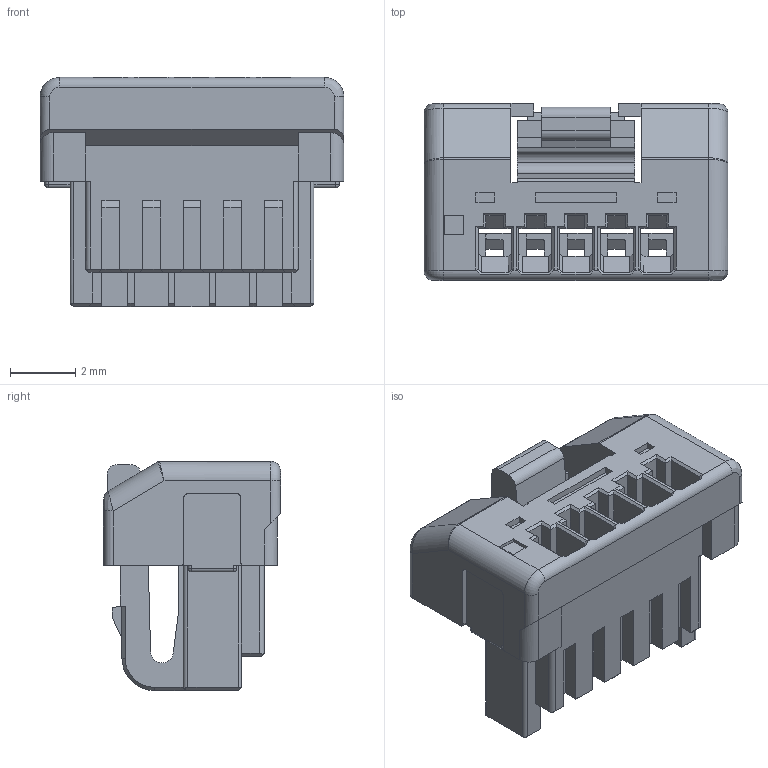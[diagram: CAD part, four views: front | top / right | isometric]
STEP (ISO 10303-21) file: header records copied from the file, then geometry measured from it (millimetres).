
FILE_DESCRIPTION(('STEP AP242'),'1');
FILE_NAME('502380-0500.stp','2023-01-29T02:51:30',('TraceParts'),('TraceParts S.A.'),'Spatial InterOp 3D',' ',' ');
FILE_SCHEMA(('AP242_MANAGED_MODEL_BASED_3D_ENGINEERING_MIM_LF {1 0 10303 442 1 1 4}'));
Length unit declared in the file: millimetre
Products named in the file (1): 502380-0500
Bounding box: 9.35 x 5.45 x 7.05 mm (x, y, z)
Volume: 145.3 mm3; surface area: 520.2 mm2
Topology: 1 solids, 1 shells, 531 faces, 1463 edges, 920 vertices
Faces by surface type: plane 451, cylinder 68, bspline 5, sphere 4, cone 2, torus 1
Entity records: 16837 total; most frequent: CARTESIAN_POINT 3342, ORIENTED_EDGE 2926, DIRECTION 2617, EDGE_CURVE 1463, LINE 1295, VECTOR 1295, VERTEX_POINT 920, AXIS2_PLACEMENT_3D 661
